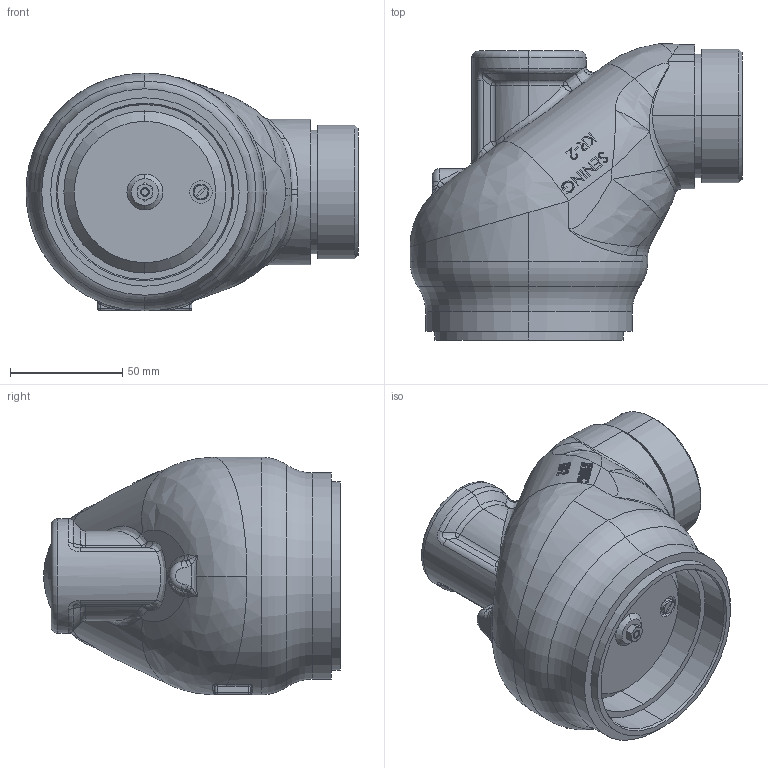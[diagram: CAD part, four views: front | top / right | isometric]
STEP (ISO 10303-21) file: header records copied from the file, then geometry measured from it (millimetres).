
FILE_DESCRIPTION (( 'STEP AP214' ), '1' );
FILE_NAME ('KR-2_19232.STEP', '2012-09-25T13:19:18', ( 'Admin2' ), ( '' ), 'SwSTEP 2.0', 'SolidWorks 2010', '' );
FILE_SCHEMA (( 'AUTOMOTIVE_DESIGN' ));
Length unit declared in the file: millimetre
Products named in the file (1): KR-2_19232
Bounding box: 148 x 132.37 x 106 mm (x, y, z)
Surface area: 72344.6 mm2 (no closed solid volume)
Topology: 0 solids, 5 shells, 351 faces, 925 edges, 565 vertices
Faces by surface type: bspline 125, plane 100, cylinder 71, cone 24, torus 17, sphere 14
Entity records: 20117 total; most frequent: CARTESIAN_POINT 9109, ORIENTED_EDGE 1715, DIRECTION 1156, EDGE_CURVE 902, VERTEX_POINT 561, AXIS2_PLACEMENT_3D 465, EDGE_LOOP 373, UNCERTAINTY_MEASURE_WITH_UNIT 353
